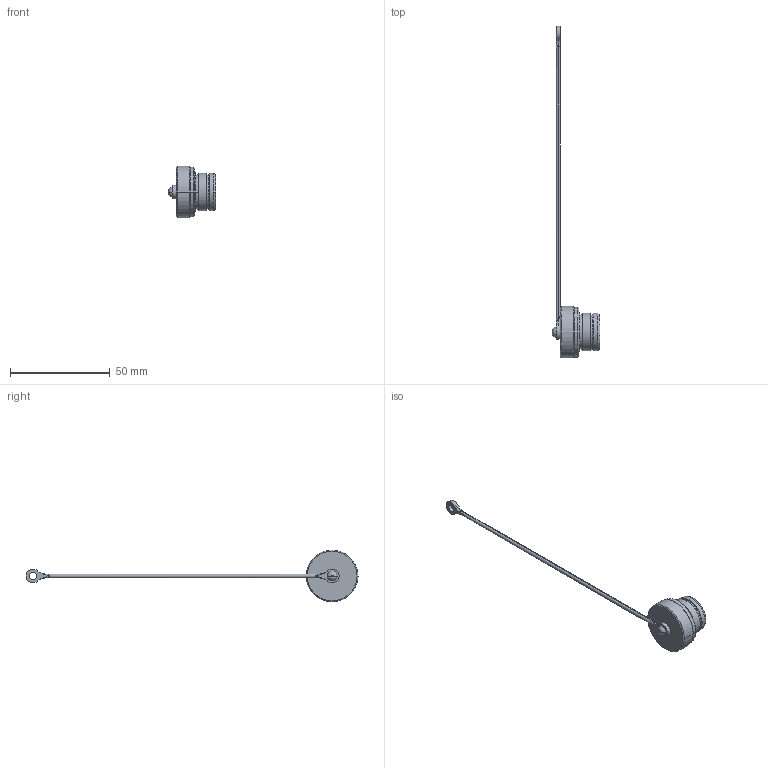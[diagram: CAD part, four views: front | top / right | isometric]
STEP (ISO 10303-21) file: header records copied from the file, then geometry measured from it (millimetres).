
FILE_DESCRIPTION((''),'2;1');
FILE_NAME('13303BM','2018-09-18T08:59:11',('cgregory'),('NET AG system integration'),'CREO PARAMETRIC BY PTC INC, 2017260','CREO PARAMETRIC BY PTC INC, 2017260','');
FILE_SCHEMA(('AUTOMOTIVE_DESIGN { 1 0 10303 214 1 1 1 1 }'));
Length unit declared in the file: millimetre
Products named in the file (1): 13303BM
Bounding box: 24 x 166.5 x 26 mm (x, y, z)
Volume: 6207.7 mm3; surface area: 4061.6 mm2
Topology: 1 solids, 1 shells, 63 faces, 144 edges, 89 vertices
Faces by surface type: cylinder 19, plane 17, cone 11, bspline 10, torus 6
Entity records: 3336 total; most frequent: CARTESIAN_POINT 1660, DIRECTION 288, ORIENTED_EDGE 288, EDGE_CURVE 144, AXIS2_PLACEMENT_3D 122, VERTEX_POINT 89, EDGE_LOOP 71, CIRCLE 64
